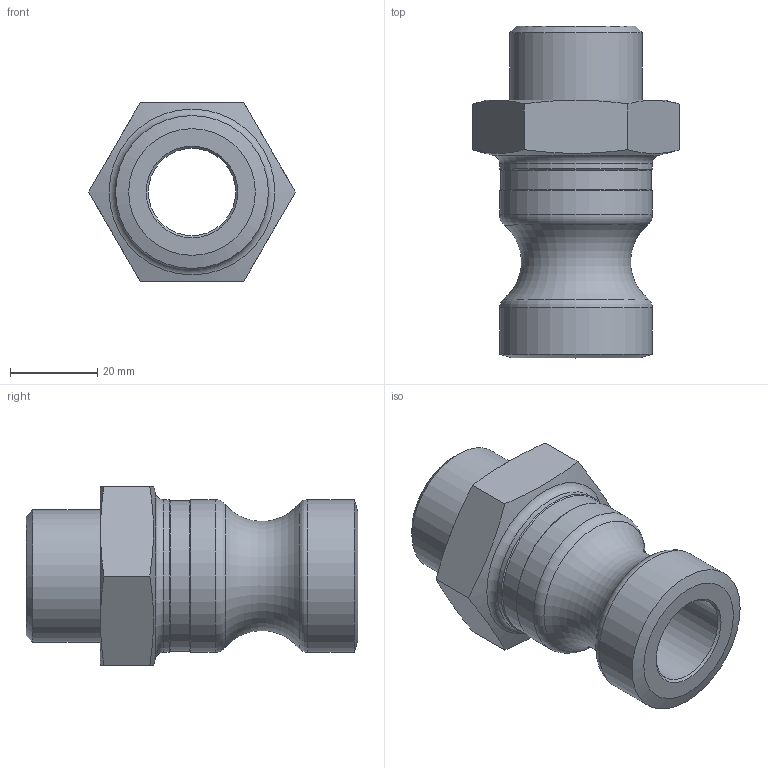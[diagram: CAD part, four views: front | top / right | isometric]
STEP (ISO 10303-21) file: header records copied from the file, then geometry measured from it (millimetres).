
FILE_DESCRIPTION(/* description */ ('AUSSENGEWINDESTECKER G 1"'),/* implementation_level */ '2;1');
FILE_NAME(/* name */ 'vag_10_25.stp',/* time_stamp */ '2020-04-21T06:19:39+02:00',/* author */ ('ertl'),/* organization */ (''),/* preprocessor_version */ 'ST-DEVELOPER v17',/* originating_system */ 'Autodesk Inventor 2018',/* authorisation */ '44666,17 mm^3');
FILE_SCHEMA (('AUTOMOTIVE_DESIGN { 1 0 10303 214 3 1 1 }'));
Length unit declared in the file: millimetre
Products named in the file (1): 20060811B0000004-00
Bounding box: 47.34 x 76 x 41 mm (x, y, z)
Volume: 44550.8 mm3; surface area: 15051.7 mm2
Topology: 1 solids, 1 shells, 32 faces, 87 edges, 58 vertices
Faces by surface type: cone 13, plane 9, cylinder 6, torus 4
Full cylindrical faces by diameter (mm): 20 x1, 30.3 x1, 34.5 x1, 35 x3
Entity records: 1105 total; most frequent: CARTESIAN_POINT 214, DIRECTION 185, ORIENTED_EDGE 174, EDGE_CURVE 87, AXIS2_PLACEMENT_3D 83, VERTEX_POINT 58, CIRCLE 50, EDGE_LOOP 35
